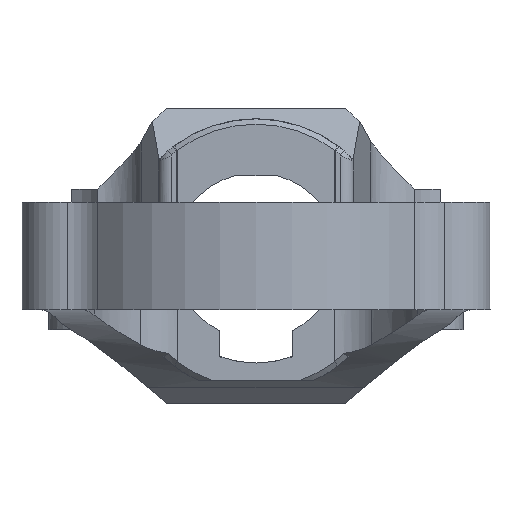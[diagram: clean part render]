
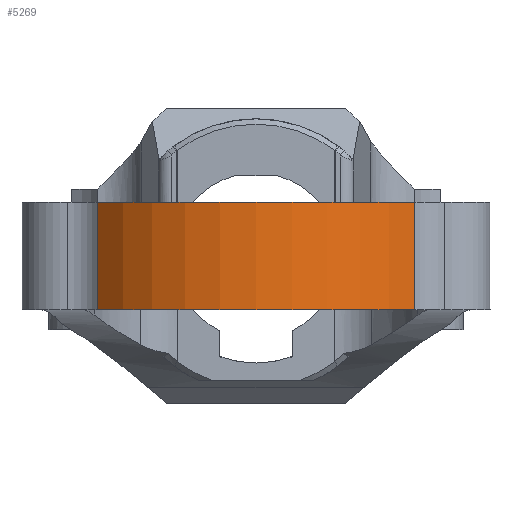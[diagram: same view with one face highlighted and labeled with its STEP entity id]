
A CAD part, left-side view. The second image highlights one B-rep face of the part: STEP entity #5269.
In plain terms, the highlighted cylindrical face has radius 15.5 mm (diameter 31 mm), a partial arc.
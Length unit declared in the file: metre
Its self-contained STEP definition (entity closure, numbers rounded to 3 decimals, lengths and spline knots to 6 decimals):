
#85=CYLINDRICAL_SURFACE('',#5819,0.0155);
#371=CIRCLE('',#5469,0.0155);
#562=CIRCLE('',#5803,0.0155);
#1613=ORIENTED_EDGE('',*,*,#2846,.F.);
#1614=ORIENTED_EDGE('',*,*,#2340,.F.);
#1615=ORIENTED_EDGE('',*,*,#2845,.F.);
#1616=ORIENTED_EDGE('',*,*,#2830,.T.);
#2340=EDGE_CURVE('',#3141,#3142,#371,.T.);
#2830=EDGE_CURVE('',#3493,#3492,#562,.T.);
#2845=EDGE_CURVE('',#3493,#3141,#3825,.T.);
#2846=EDGE_CURVE('',#3142,#3492,#3826,.T.);
#3141=VERTEX_POINT('',#8180);
#3142=VERTEX_POINT('',#8182);
#3492=VERTEX_POINT('',#9652);
#3493=VERTEX_POINT('',#9654);
#3825=LINE('',#9683,#4223);
#3826=LINE('',#9685,#4224);
#4223=VECTOR('',#7012,1.);
#4224=VECTOR('',#7015,1.);
#4546=EDGE_LOOP('',(#1613,#1614,#1615,#1616));
#4864=FACE_BOUND('',#4546,.T.);
#5269=ADVANCED_FACE('',(#4864),#85,.T.);
#5469=AXIS2_PLACEMENT_3D('',#8181,#6119,#6120);
#5803=AXIS2_PLACEMENT_3D('',#9653,#6972,#6973);
#5819=AXIS2_PLACEMENT_3D('',#9684,#7013,#7014);
#6119=DIRECTION('',(0.,0.,1.));
#6120=DIRECTION('',(-0.643,0.766,0.));
#6972=DIRECTION('',(0.,0.,1.));
#6973=DIRECTION('',(-0.643,0.766,0.));
#7012=DIRECTION('',(0.,0.,1.));
#7013=DIRECTION('',(0.,0.,1.));
#7014=DIRECTION('',(-1.,0.,0.));
#7015=DIRECTION('',(0.,0.,-1.));
#8180=CARTESIAN_POINT('',(-0.018568,0.011866,0.004));
#8181=CARTESIAN_POINT('',(-0.008595,0.,0.004));
#8182=CARTESIAN_POINT('',(-0.018568,-0.011866,0.004));
#9652=CARTESIAN_POINT('',(-0.018568,-0.011866,-0.004));
#9653=CARTESIAN_POINT('',(-0.008595,0.,-0.004));
#9654=CARTESIAN_POINT('',(-0.018568,0.011866,-0.004));
#9683=CARTESIAN_POINT('',(-0.018568,0.011866,-0.004));
#9684=CARTESIAN_POINT('',(-0.008595,0.,-0.011));
#9685=CARTESIAN_POINT('',(-0.018568,-0.011866,0.004));
